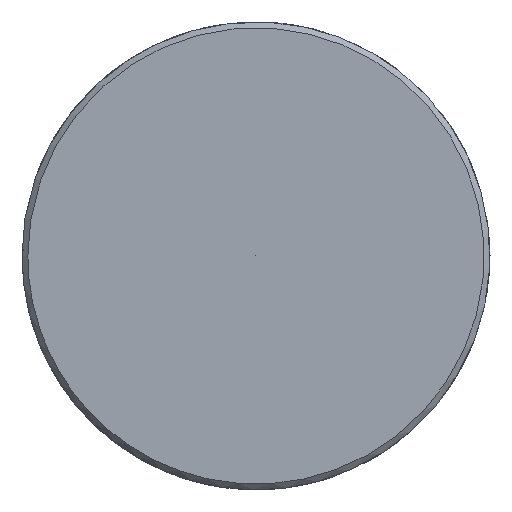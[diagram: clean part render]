
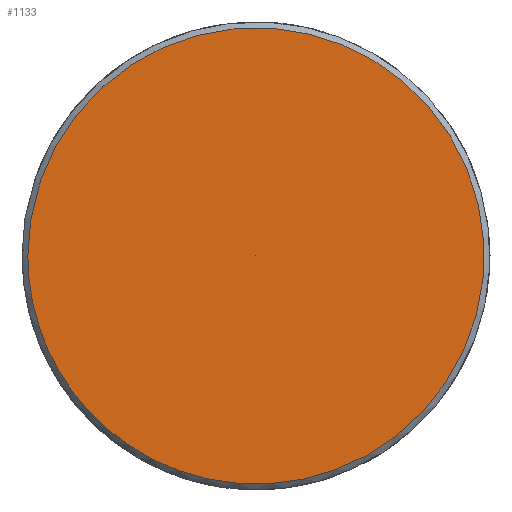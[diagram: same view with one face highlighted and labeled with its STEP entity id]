
A CAD part, left-side view. The second image highlights one B-rep face of the part: STEP entity #1133.
In plain terms, the highlighted free-form (B-spline) face has degree [5, 1] with [6, 2] control points.
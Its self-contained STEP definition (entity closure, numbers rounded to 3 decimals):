
#1061 = CARTESIAN_POINT ('', (-102., 9.75, 0.));
#1062 = VERTEX_POINT ('', #1061);
#1070 = CARTESIAN_POINT ('', (-102., 9.75, 0.));
#1071 = CARTESIAN_POINT ('', (-102., 9.75, 39.));
#1072 = CARTESIAN_POINT ('', (-102., -29.25, 19.5));
#1073 = CARTESIAN_POINT ('', (-102., -29.25, -19.5));
#1074 = CARTESIAN_POINT ('', (-102., 9.75, -39.));
#1075 = CARTESIAN_POINT ('', (-102., 9.75, 0.));
#1076 = (
   BOUNDED_CURVE ()
   B_SPLINE_CURVE (5, (#1070, #1071, #1072, #1073, #1074, #1075), .UNSPECIFIED., .T., .U.)
   B_SPLINE_CURVE_WITH_KNOTS ((6, 6), (0., 1.), .UNSPECIFIED.)
   CURVE ()
   GEOMETRIC_REPRESENTATION_ITEM ()
   RATIONAL_B_SPLINE_CURVE ((5., 1., 1., 1., 1., 5.))
   REPRESENTATION_ITEM ('')
);
#1077 = EDGE_CURVE ('', #1062, #1062, #1076, .T.);
#1109 = CARTESIAN_POINT ('', (-102., 0., 0.));
#1110 = VERTEX_POINT ('', #1109);
#1111 = CARTESIAN_POINT ('', (-102., 0., 0.));
#1112 = CARTESIAN_POINT ('', (-102., 9.75, 0.));
#1113 = B_SPLINE_CURVE_WITH_KNOTS ('', 1, (#1111, #1112), .UNSPECIFIED., .F., .U., (2, 2), (0., 1.), .UNSPECIFIED.);
#1114 = EDGE_CURVE ('', #1110, #1062, #1113, .T.);
#1115 = ORIENTED_EDGE ('', *, *, #1114, .F.);
#1116 = ORIENTED_EDGE ('', *, *, #1114, .T.);
#1117 = ORIENTED_EDGE ('', *, *, #1077, .F.);
#1118 = EDGE_LOOP ('', (#1115, #1116, #1117));
#1119 = FACE_OUTER_BOUND ('', #1118, .T.);
#1120 = CARTESIAN_POINT ('', (-102., 0., 0.));
#1121 = CARTESIAN_POINT ('', (-102., 9.75, 0.));
#1122 = CARTESIAN_POINT ('', (-102., 0., 0.));
#1123 = CARTESIAN_POINT ('', (-102., 9.75, 39.));
#1124 = CARTESIAN_POINT ('', (-102., 0., 0.));
#1125 = CARTESIAN_POINT ('', (-102., -29.25, 19.5));
#1126 = CARTESIAN_POINT ('', (-102., 0., 0.));
#1127 = CARTESIAN_POINT ('', (-102., -29.25, -19.5));
#1128 = CARTESIAN_POINT ('', (-102., 0., 0.));
#1129 = CARTESIAN_POINT ('', (-102., 9.75, -39.));
#1130 = CARTESIAN_POINT ('', (-102., 0., 0.));
#1131 = CARTESIAN_POINT ('', (-102., 9.75, 0.));
#1132 = (
   BOUNDED_SURFACE ()
   B_SPLINE_SURFACE (5, 1, ((#1120, #1121), (#1122, #1123), (#1124, #1125), (#1126, #1127), (#1128, #1129), (#1130, #1131)), .UNSPECIFIED., .T., .F., .U.)
   B_SPLINE_SURFACE_WITH_KNOTS ((6, 6), (2, 2), (0., 1.), (0., 1.), .UNSPECIFIED.)
   SURFACE ()
   GEOMETRIC_REPRESENTATION_ITEM ()
   RATIONAL_B_SPLINE_SURFACE (((5., 5.), (1., 1.), (1., 1.), (1., 1.), (1., 1.), (5., 5.)))
   REPRESENTATION_ITEM ('')
);
#1133 = ADVANCED_FACE ('', (#1119), #1132, .T.);
